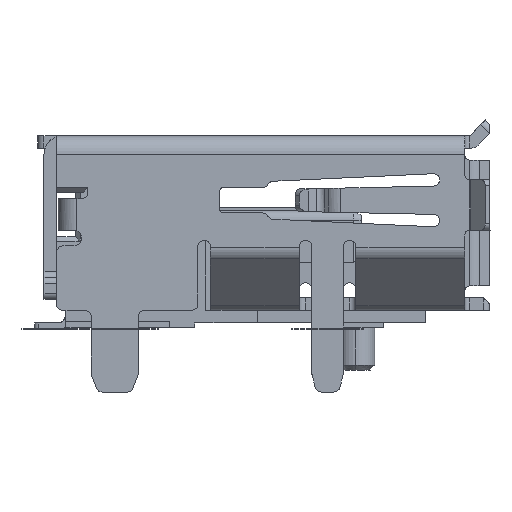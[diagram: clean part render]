
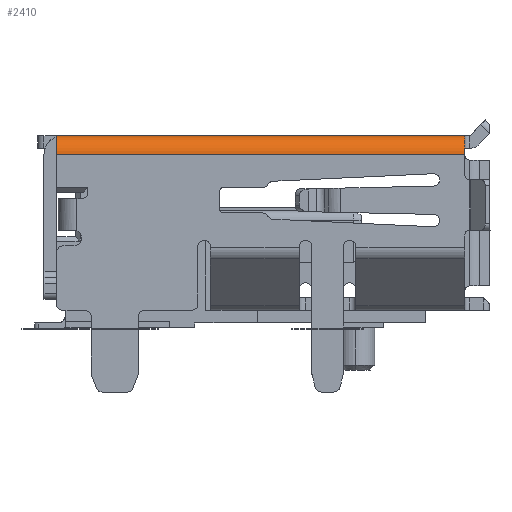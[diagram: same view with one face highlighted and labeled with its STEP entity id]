
A CAD part, left-side view. The second image highlights one B-rep face of the part: STEP entity #2410.
In plain terms, the highlighted cylindrical face has radius 0.6 mm (diameter 1.2 mm), a partial arc.
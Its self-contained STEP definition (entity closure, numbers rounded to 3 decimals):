
#728=CYLINDRICAL_SURFACE('',#43934,0.6);
#1390=CIRCLE('',#43931,0.6);
#1391=CIRCLE('',#43933,0.6);
#2410=ADVANCED_FACE('',(#6236),#728,.T.);
#6236=FACE_OUTER_BOUND('',#8403,.T.);
#8403=EDGE_LOOP('',(#13504,#13505,#13506,#13507));
#13504=ORIENTED_EDGE('',*,*,#28482,.T.);
#13505=ORIENTED_EDGE('',*,*,#28483,.F.);
#13506=ORIENTED_EDGE('',*,*,#28484,.T.);
#13507=ORIENTED_EDGE('',*,*,#27675,.F.);
#23409=VERTEX_POINT('',#59751);
#23410=VERTEX_POINT('',#59753);
#23934=VERTEX_POINT('',#61469);
#23935=VERTEX_POINT('',#61473);
#27675=EDGE_CURVE('',#23409,#23410,#33687,.T.);
#28482=EDGE_CURVE('',#23409,#23934,#1390,.T.);
#28483=EDGE_CURVE('',#23935,#23934,#34427,.T.);
#28484=EDGE_CURVE('',#23935,#23410,#1391,.T.);
#33687=LINE('',#59752,#39007);
#34427=LINE('',#61472,#39747);
#39007=VECTOR('',#48029,1.);
#39747=VECTOR('',#49423,1.);
#43931=AXIS2_PLACEMENT_3D('',#61470,#49419,#49420);
#43933=AXIS2_PLACEMENT_3D('',#61474,#49424,#49425);
#43934=AXIS2_PLACEMENT_3D('',#61475,#49426,#49427);
#48029=DIRECTION('',(0.,-1.,0.));
#49419=DIRECTION('',(0.,-1.,0.));
#49420=DIRECTION('',(0.,0.,1.));
#49423=DIRECTION('',(0.,1.,0.));
#49424=DIRECTION('',(0.,1.,0.));
#49425=DIRECTION('',(-1.,0.,0.));
#49426=DIRECTION('',(0.,-1.,0.));
#49427=DIRECTION('',(-1.,0.,0.));
#59751=CARTESIAN_POINT('',(-7.85,6.7,6.236));
#59752=CARTESIAN_POINT('',(-7.85,6.7,6.236));
#59753=CARTESIAN_POINT('',(-7.85,-6.3,6.236));
#61469=CARTESIAN_POINT('',(-8.45,6.7,5.636));
#61470=CARTESIAN_POINT('',(-7.85,6.7,5.636));
#61472=CARTESIAN_POINT('',(-8.45,-6.3,5.636));
#61473=CARTESIAN_POINT('',(-8.45,-6.3,5.636));
#61474=CARTESIAN_POINT('',(-7.85,-6.3,5.636));
#61475=CARTESIAN_POINT('',(-7.85,6.96,5.636));
